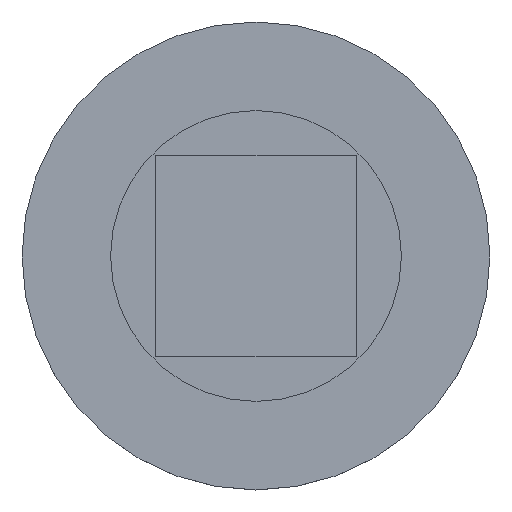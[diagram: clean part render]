
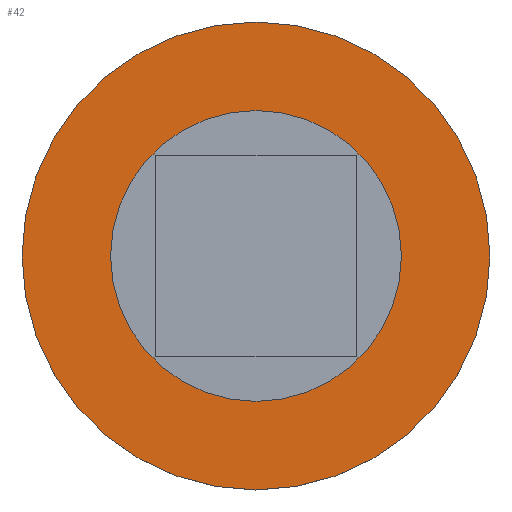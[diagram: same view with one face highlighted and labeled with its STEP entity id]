
A CAD part, top view. The second image highlights one B-rep face of the part: STEP entity #42.
In plain terms, the highlighted planar face has unit normal (0, 0, 1).
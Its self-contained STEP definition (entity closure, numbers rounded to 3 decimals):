
#1 = VERTEX_POINT ( 'NONE', #170 ) ;
#3 = VERTEX_POINT ( 'NONE', #169 ) ;
#22 = VERTEX_POINT ( 'NONE', #260 ) ;
#23 = EDGE_CURVE ( 'NONE', #1, #3, #255, .T. ) ;
#26 = VERTEX_POINT ( 'NONE', #250 ) ;
#28 = EDGE_CURVE ( 'NONE', #26, #22, #276, .T. ) ;
#36 = EDGE_CURVE ( 'NONE', #22, #26, #300, .T. ) ;
#42 = ADVANCED_FACE ( 'NONE', ( #306, #348 ), #374, .F. ) ;
#55 = EDGE_LOOP ( 'NONE', ( #675, #68 ) ) ;
#62 = EDGE_CURVE ( 'NONE', #3, #1, #310, .T. ) ;
#65 = ORIENTED_EDGE ( 'NONE', *, *, #62, .F. ) ;
#68 = ORIENTED_EDGE ( 'NONE', *, *, #36, .F. ) ;
#70 = EDGE_LOOP ( 'NONE', ( #65, #82 ) ) ;
#82 = ORIENTED_EDGE ( 'NONE', *, *, #23, .F. ) ;
#169 = CARTESIAN_POINT ( 'NONE',  ( 35., 0., 10.017 ) ) ;
#170 = CARTESIAN_POINT ( 'NONE',  ( -35., 0., 10.017 ) ) ;
#250 = CARTESIAN_POINT ( 'NONE',  ( 21.75, 0., 10.017 ) ) ;
#251 = DIRECTION ( 'NONE',  ( -1., 0., 0. ) ) ;
#252 = DIRECTION ( 'NONE',  ( 0., 0., -1. ) ) ;
#253 = CARTESIAN_POINT ( 'NONE',  ( 0., 0., 10.017 ) ) ;
#254 = AXIS2_PLACEMENT_3D ( 'NONE', #253, #252, #251 ) ;
#255 = CIRCLE ( 'NONE', #254, 35. ) ;
#260 = CARTESIAN_POINT ( 'NONE',  ( -21.75, 0., 10.017 ) ) ;
#262 = CARTESIAN_POINT ( 'NONE',  ( 0., 0., 10.017 ) ) ;
#272 = DIRECTION ( 'NONE',  ( 1., 0., 0. ) ) ;
#273 = DIRECTION ( 'NONE',  ( 0., 0., 1. ) ) ;
#274 = CARTESIAN_POINT ( 'NONE',  ( 0., 0., 10.017 ) ) ;
#275 = AXIS2_PLACEMENT_3D ( 'NONE', #274, #273, #272 ) ;
#276 = CIRCLE ( 'NONE', #275, 21.75 ) ;
#297 = DIRECTION ( 'NONE',  ( 1., 0., 0. ) ) ;
#298 = DIRECTION ( 'NONE',  ( 0., 0., 1. ) ) ;
#299 = AXIS2_PLACEMENT_3D ( 'NONE', #262, #298, #297 ) ;
#300 = CIRCLE ( 'NONE', #299, 21.75 ) ;
#306 = FACE_BOUND ( 'NONE', #55, .T. ) ;
#307 = DIRECTION ( 'NONE',  ( 0., 0., -1. ) ) ;
#308 = CARTESIAN_POINT ( 'NONE',  ( 0., 0., 10.017 ) ) ;
#309 = AXIS2_PLACEMENT_3D ( 'NONE', #308, #307, #360 ) ;
#310 = CIRCLE ( 'NONE', #309, 35. ) ;
#348 = FACE_OUTER_BOUND ( 'NONE', #70, .T. ) ;
#358 = DIRECTION ( 'NONE',  ( -1., 0., 0. ) ) ;
#360 = DIRECTION ( 'NONE',  ( -1., 0., 0. ) ) ;
#372 = DIRECTION ( 'NONE',  ( 0., 0., -1. ) ) ;
#373 = CARTESIAN_POINT ( 'NONE',  ( 0., 40.415, 10.017 ) ) ;
#374 = PLANE ( 'NONE',  #375 ) ;
#375 = AXIS2_PLACEMENT_3D ( 'NONE', #373, #372, #358 ) ;
#675 = ORIENTED_EDGE ( 'NONE', *, *, #28, .F. ) ;
